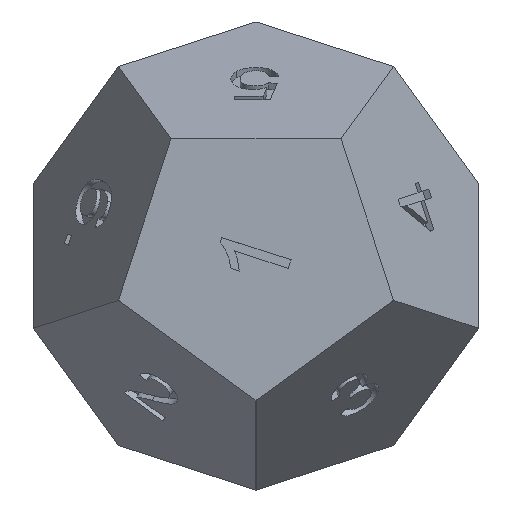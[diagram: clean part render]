
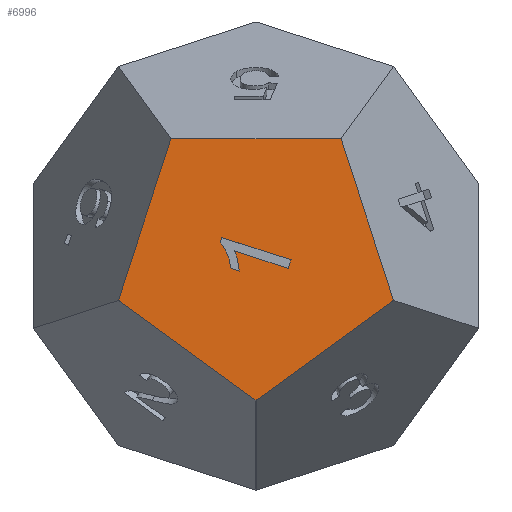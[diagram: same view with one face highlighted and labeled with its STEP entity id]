
A CAD part, top view. The second image highlights one B-rep face of the part: STEP entity #6996.
In plain terms, the highlighted planar face has unit normal (0, 0, 1).
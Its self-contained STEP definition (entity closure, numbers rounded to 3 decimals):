
#6883=CARTESIAN_POINT('',(0.,0.,26.18));
#6884=DIRECTION('',(0.,-0.,-1.));
#6885=DIRECTION('',(1.,0.,0.));
#6886=AXIS2_PLACEMENT_3D('',#6883,#6884,#6885);
#6887=PLANE('',#6886);
#6888=CARTESIAN_POINT('',(-5.878,8.09,26.18));
#6889=VERTEX_POINT('',#6888);
#6890=CARTESIAN_POINT('',(5.878,8.09,26.18));
#6891=VERTEX_POINT('',#6890);
#6892=CARTESIAN_POINT('',(-5.878,8.09,26.18));
#6893=DIRECTION('',(1.,0.,-0.));
#6894=VECTOR('',#6893,11.756);
#6895=LINE('',#6892,#6894);
#6896=EDGE_CURVE('',#6889,#6891,#6895,.T.);
#6897=ORIENTED_EDGE('',*,*,#6896,.F.);
#6898=CARTESIAN_POINT('',(-9.511,-3.09,26.18));
#6899=VERTEX_POINT('',#6898);
#6900=CARTESIAN_POINT('',(-9.511,-3.09,26.18));
#6901=DIRECTION('',(0.309,0.951,-0.));
#6902=VECTOR('',#6901,11.756);
#6903=LINE('',#6900,#6902);
#6904=EDGE_CURVE('',#6899,#6889,#6903,.T.);
#6905=ORIENTED_EDGE('',*,*,#6904,.F.);
#6906=CARTESIAN_POINT('',(-0.,-10.,26.18));
#6907=VERTEX_POINT('',#6906);
#6908=CARTESIAN_POINT('',(-0.,-10.,26.18));
#6909=DIRECTION('',(-0.809,0.588,-0.));
#6910=VECTOR('',#6909,11.756);
#6911=LINE('',#6908,#6910);
#6912=EDGE_CURVE('',#6907,#6899,#6911,.T.);
#6913=ORIENTED_EDGE('',*,*,#6912,.F.);
#6914=CARTESIAN_POINT('',(9.511,-3.09,26.18));
#6915=VERTEX_POINT('',#6914);
#6916=CARTESIAN_POINT('',(9.511,-3.09,26.18));
#6917=DIRECTION('',(-0.809,-0.588,0.));
#6918=VECTOR('',#6917,11.756);
#6919=LINE('',#6916,#6918);
#6920=EDGE_CURVE('',#6915,#6907,#6919,.T.);
#6921=ORIENTED_EDGE('',*,*,#6920,.F.);
#6922=CARTESIAN_POINT('',(5.878,8.09,26.18));
#6923=DIRECTION('',(0.309,-0.951,0.));
#6924=VECTOR('',#6923,11.756);
#6925=LINE('',#6922,#6924);
#6926=EDGE_CURVE('',#6891,#6915,#6925,.T.);
#6927=ORIENTED_EDGE('',*,*,#6926,.F.);
#6928=EDGE_LOOP('',(#6897,#6905,#6913,#6921,#6927));
#6929=FACE_BOUND('',#6928,.T.);
#6930=CARTESIAN_POINT('',(2.42,-0.293,26.18));
#6931=VERTEX_POINT('',#6930);
#6932=CARTESIAN_POINT('',(2.231,-0.876,26.18));
#6933=VERTEX_POINT('',#6932);
#6934=CARTESIAN_POINT('',(2.42,-0.293,26.18));
#6935=DIRECTION('',(-0.309,-0.951,0.));
#6936=VECTOR('',#6935,0.613);
#6937=LINE('',#6934,#6936);
#6938=EDGE_CURVE('',#6931,#6933,#6937,.T.);
#6939=ORIENTED_EDGE('',*,*,#6938,.T.);
#6940=CARTESIAN_POINT('',(-1.487,0.332,26.18));
#6941=VERTEX_POINT('',#6940);
#6942=CARTESIAN_POINT('',(2.231,-0.876,26.18));
#6943=DIRECTION('',(-0.951,0.309,-0.));
#6944=VECTOR('',#6943,3.909);
#6945=LINE('',#6942,#6944);
#6946=EDGE_CURVE('',#6933,#6941,#6945,.T.);
#6947=ORIENTED_EDGE('',*,*,#6946,.T.);
#6948=CARTESIAN_POINT('',(-1.163,-1.063,26.18));
#6949=VERTEX_POINT('',#6948);
#6950=CARTESIAN_POINT('',(-1.487,0.332,26.18));
#6951=CARTESIAN_POINT('',(-1.399,0.148,26.18));
#6952=CARTESIAN_POINT('',(-1.325,-0.08,26.18));
#6953=CARTESIAN_POINT('',(-1.265,-0.351,26.18));
#6954=CARTESIAN_POINT('',(-1.205,-0.623,26.18));
#6955=CARTESIAN_POINT('',(-1.171,-0.86,26.18));
#6956=CARTESIAN_POINT('',(-1.163,-1.063,26.18));
#6957=B_SPLINE_CURVE_WITH_KNOTS('',3,(#6950,#6951,#6952,#6953,#6954,#6955,#6956),.UNSPECIFIED.,.F.,.F.,(4,3,4),(0.,0.5,1.),.UNSPECIFIED.);
#6958=EDGE_CURVE('',#6941,#6949,#6957,.T.);
#6959=ORIENTED_EDGE('',*,*,#6958,.T.);
#6960=CARTESIAN_POINT('',(-1.727,-0.88,26.18));
#6961=VERTEX_POINT('',#6960);
#6962=CARTESIAN_POINT('',(-1.163,-1.063,26.18));
#6963=DIRECTION('',(-0.951,0.309,-0.));
#6964=VECTOR('',#6963,0.593);
#6965=LINE('',#6962,#6964);
#6966=EDGE_CURVE('',#6949,#6961,#6965,.T.);
#6967=ORIENTED_EDGE('',*,*,#6966,.T.);
#6968=CARTESIAN_POINT('',(-2.473,0.882,26.18));
#6969=VERTEX_POINT('',#6968);
#6970=CARTESIAN_POINT('',(-1.727,-0.88,26.18));
#6971=CARTESIAN_POINT('',(-1.774,-0.504,26.18));
#6972=CARTESIAN_POINT('',(-1.868,-0.158,26.18));
#6973=CARTESIAN_POINT('',(-2.007,0.157,26.18));
#6974=CARTESIAN_POINT('',(-2.145,0.472,26.18));
#6975=CARTESIAN_POINT('',(-2.301,0.714,26.18));
#6976=CARTESIAN_POINT('',(-2.473,0.882,26.18));
#6977=B_SPLINE_CURVE_WITH_KNOTS('',3,(#6970,#6971,#6972,#6973,#6974,#6975,#6976),.UNSPECIFIED.,.F.,.F.,(4,3,4),(0.,0.5,1.),.UNSPECIFIED.);
#6978=EDGE_CURVE('',#6961,#6969,#6977,.T.);
#6979=ORIENTED_EDGE('',*,*,#6978,.T.);
#6980=CARTESIAN_POINT('',(-2.351,1.258,26.18));
#6981=VERTEX_POINT('',#6980);
#6982=CARTESIAN_POINT('',(-2.473,0.882,26.18));
#6983=DIRECTION('',(0.309,0.951,-0.));
#6984=VECTOR('',#6983,0.395);
#6985=LINE('',#6982,#6984);
#6986=EDGE_CURVE('',#6969,#6981,#6985,.T.);
#6987=ORIENTED_EDGE('',*,*,#6986,.T.);
#6988=CARTESIAN_POINT('',(-2.351,1.258,26.18));
#6989=DIRECTION('',(0.951,-0.309,0.));
#6990=VECTOR('',#6989,5.017);
#6991=LINE('',#6988,#6990);
#6992=EDGE_CURVE('',#6981,#6931,#6991,.T.);
#6993=ORIENTED_EDGE('',*,*,#6992,.T.);
#6994=EDGE_LOOP('',(#6939,#6947,#6959,#6967,#6979,#6987,#6993));
#6995=FACE_BOUND('',#6994,.T.);
#6996=ADVANCED_FACE('',(#6929,#6995),#6887,.F.);
